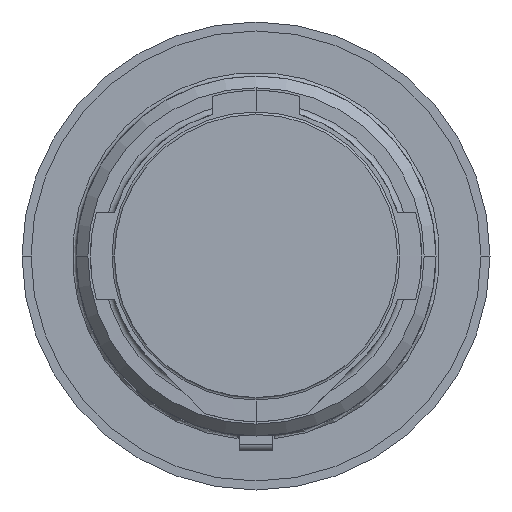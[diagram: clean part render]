
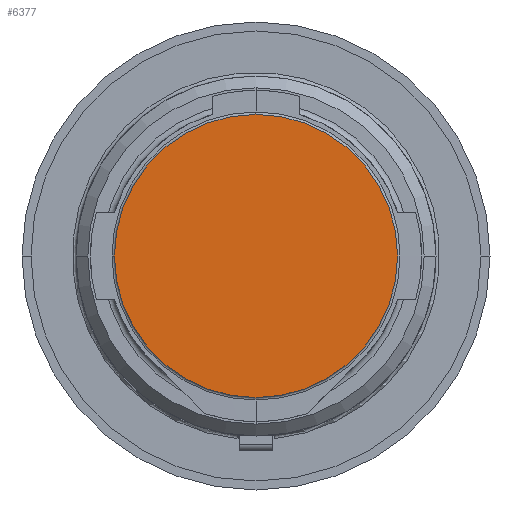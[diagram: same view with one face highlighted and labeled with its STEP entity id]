
A CAD part, front view. The second image highlights one B-rep face of the part: STEP entity #6377.
In plain terms, the highlighted planar face has unit normal (0, -1, 0).
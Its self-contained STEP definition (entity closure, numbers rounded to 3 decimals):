
#3124=CARTESIAN_POINT('',(0.,0.,0.));
#3125=DIRECTION('',(0.,-1.,0.));
#3126=DIRECTION('',(-1.,0.,0.));
#3127=AXIS2_PLACEMENT_3D('',#3124,#3125,#3126);
#3132=CARTESIAN_POINT('',(0.,0.,0.));
#3133=DIRECTION('',(0.,1.,0.));
#3134=DIRECTION('',(-1.,0.,0.));
#3135=AXIS2_PLACEMENT_3D('',#3132,#3133,#3134);
#3180=CARTESIAN_POINT('',(-11.8,0.,0.));
#3181=CARTESIAN_POINT('',(11.8,0.,0.));
#3182=VERTEX_POINT('',#3180);
#3183=VERTEX_POINT('',#3181);
#6368=CARTESIAN_POINT('',(0.,0.,0.));
#6369=DIRECTION('',(0.,-1.,0.));
#6370=DIRECTION('',(-1.,0.,0.));
#6371=AXIS2_PLACEMENT_3D('',#6368,#6369,#6370);
#6372=PLANE('',#6371);
#6373=ORIENTED_EDGE('',*,*,#6362,.F.);
#6374=ORIENTED_EDGE('',*,*,#6348,.T.);
#6375=EDGE_LOOP('',(#6373,#6374));
#6376=FACE_OUTER_BOUND('',#6375,.F.);
#6377=ADVANCED_FACE('',(#6376),#6372,.T.);
#3128=CIRCLE('',#3127,11.8);
#3136=CIRCLE('',#3135,11.8);
#6348=EDGE_CURVE('',#3182,#3183,#3136,.T.);
#6362=EDGE_CURVE('',#3182,#3183,#3128,.T.);
